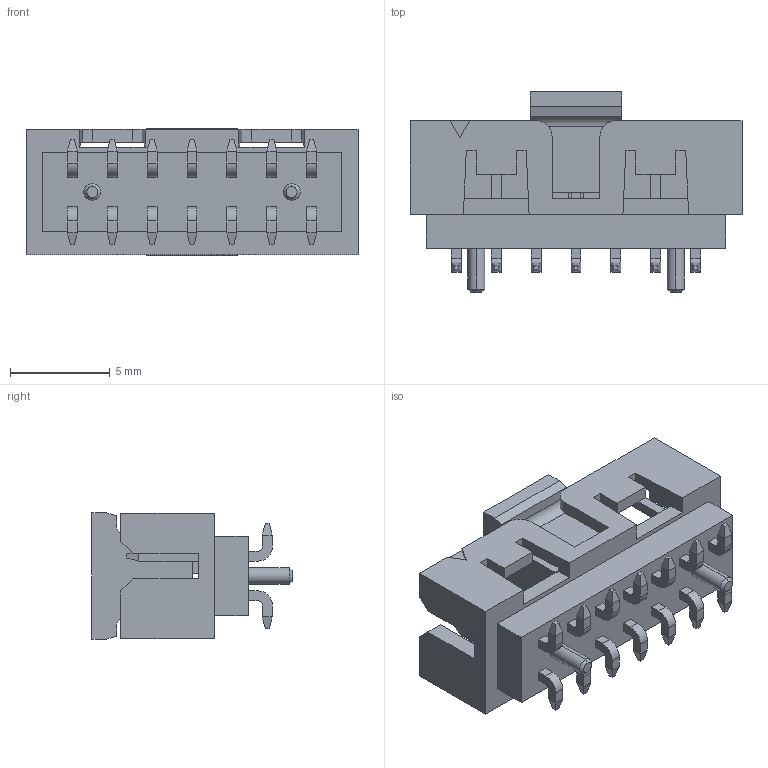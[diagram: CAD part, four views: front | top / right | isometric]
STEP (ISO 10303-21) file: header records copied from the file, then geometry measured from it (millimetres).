
FILE_DESCRIPTION((''),'2;1');
FILE_NAME('878325623','2019-04-10T',('gga'),(''),'PRO/ENGINEER BY PARAMETRIC TECHNOLOGY CORPORATION, 2016010','PRO/ENGINEER BY PARAMETRIC TECHNOLOGY CORPORATION, 2016010','');
FILE_SCHEMA(('CONFIG_CONTROL_DESIGN'));
Length unit declared in the file: millimetre
Products named in the file (1): 878325623
Bounding box: 16.65 x 10.05 x 6.35 mm (x, y, z)
Volume: 402.2 mm3; surface area: 879.7 mm2
Topology: 1 solids, 1 shells, 381 faces, 1030 edges, 676 vertices
Faces by surface type: plane 341, cylinder 36, cone 4
Entity records: 11645 total; most frequent: CARTESIAN_POINT 2030, ORIENTED_EDGE 1936, DIRECTION 1872, EDGE_CURVE 968, VECTOR 948, LINE 948, VERTEX_POINT 612, AXIS2_PLACEMENT_3D 462
